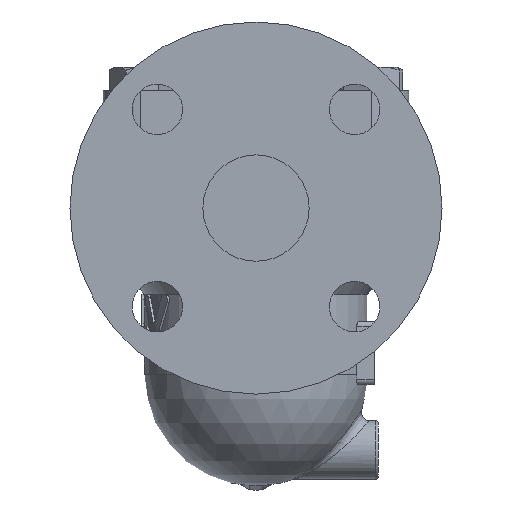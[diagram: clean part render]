
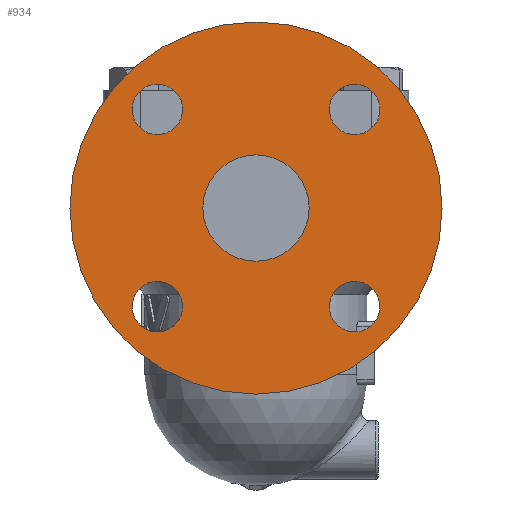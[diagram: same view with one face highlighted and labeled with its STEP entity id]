
A CAD part, left-side view. The second image highlights one B-rep face of the part: STEP entity #934.
In plain terms, the highlighted free-form (B-spline) face has degree [1, 1] with [2, 2] control points.
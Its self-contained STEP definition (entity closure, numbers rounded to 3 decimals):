
#474=CARTESIAN_POINT('',(-135.,0.,-47.));
#475=VERTEX_POINT('',#474);
#476=CARTESIAN_POINT('',(-135.,0.0,-27.));
#477=DIRECTION('',(1.0,0.0,0.0));
#478=DIRECTION('',(0.0,0.0,1.0));
#479=AXIS2_PLACEMENT_3D('',#476,#477,#478);
#480=CIRCLE('',#479,20.0);
#481=EDGE_CURVE('',#475,#475,#480,.T.);
#613=CARTESIAN_POINT('',(-135.,0.0,43.));
#614=VERTEX_POINT('',#613);
#615=CARTESIAN_POINT('',(-135.0,0.0,-27.));
#616=DIRECTION('',(-1.0,0.0,0.0));
#617=DIRECTION('',(0.0,0.0,1.0));
#618=AXIS2_PLACEMENT_3D('',#615,#616,#617);
#619=CIRCLE('',#618,70.0);
#620=EDGE_CURVE('',#614,#614,#619,.T.);
#745=CARTESIAN_POINT('',(-135.,-27.623,10.123));
#746=VERTEX_POINT('',#745);
#747=CARTESIAN_POINT('',(-135.0,-37.123,10.123));
#748=DIRECTION('',(1.0,0.0,0.0));
#749=DIRECTION('',(0.0,1.0,0.0));
#750=AXIS2_PLACEMENT_3D('',#747,#748,#749);
#751=CIRCLE('',#750,9.5);
#752=EDGE_CURVE('',#746,#746,#751,.T.);
#765=CARTESIAN_POINT('',(-135.,-37.123,-54.623));
#766=VERTEX_POINT('',#765);
#767=CARTESIAN_POINT('',(-135.0,-37.123,-64.123));
#768=DIRECTION('',(1.0,0.0,0.0));
#769=DIRECTION('',(0.0,0.0,1.0));
#770=AXIS2_PLACEMENT_3D('',#767,#768,#769);
#771=CIRCLE('',#770,9.5);
#772=EDGE_CURVE('',#766,#766,#771,.T.);
#785=CARTESIAN_POINT('',(-135.,27.623,-64.123));
#786=VERTEX_POINT('',#785);
#787=CARTESIAN_POINT('',(-135.0,37.123,-64.123));
#788=DIRECTION('',(1.0,0.0,0.0));
#789=DIRECTION('',(0.0,-1.0,0.0));
#790=AXIS2_PLACEMENT_3D('',#787,#788,#789);
#791=CIRCLE('',#790,9.5);
#792=EDGE_CURVE('',#786,#786,#791,.T.);
#805=CARTESIAN_POINT('',(-135.,37.123,0.623));
#806=VERTEX_POINT('',#805);
#807=CARTESIAN_POINT('',(-135.0,37.123,10.123));
#808=DIRECTION('',(1.0,0.0,0.0));
#809=DIRECTION('',(0.0,0.0,-1.0));
#810=AXIS2_PLACEMENT_3D('',#807,#808,#809);
#811=CIRCLE('',#810,9.5);
#812=EDGE_CURVE('',#806,#806,#811,.T.);
#911=CARTESIAN_POINT('',(-135.,70.0,43.));
#912=CARTESIAN_POINT('',(-135.,70.0,-97.));
#913=CARTESIAN_POINT('',(-135.,-70.0,43.));
#914=CARTESIAN_POINT('',(-135.,-70.0,-97.));
#915=B_SPLINE_SURFACE_WITH_KNOTS('',1,1,((#911,#913),(#912,#914)),.UNSPECIFIED.,.F.,.F.,.U.,(2,2),(2,2),(0.0,140.0),(0.0,140.0),.UNSPECIFIED.);
#916=ORIENTED_EDGE('',*,*,#620,.T.);
#917=EDGE_LOOP('',(#916));
#918=FACE_OUTER_BOUND('',#917,.T.);
#919=ORIENTED_EDGE('',*,*,#481,.T.);
#920=EDGE_LOOP('',(#919));
#921=FACE_BOUND('',#920,.T.);
#922=ORIENTED_EDGE('',*,*,#752,.T.);
#923=EDGE_LOOP('',(#922));
#924=FACE_BOUND('',#923,.T.);
#925=ORIENTED_EDGE('',*,*,#772,.T.);
#926=EDGE_LOOP('',(#925));
#927=FACE_BOUND('',#926,.T.);
#928=ORIENTED_EDGE('',*,*,#792,.T.);
#929=EDGE_LOOP('',(#928));
#930=FACE_BOUND('',#929,.T.);
#931=ORIENTED_EDGE('',*,*,#812,.T.);
#932=EDGE_LOOP('',(#931));
#933=FACE_BOUND('',#932,.T.);
#934=ADVANCED_FACE('',(#918,#921,#924,#927,#930,#933),#915,.T.);
